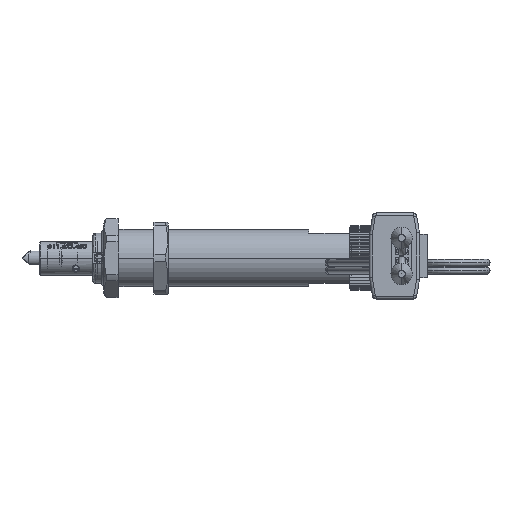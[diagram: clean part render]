
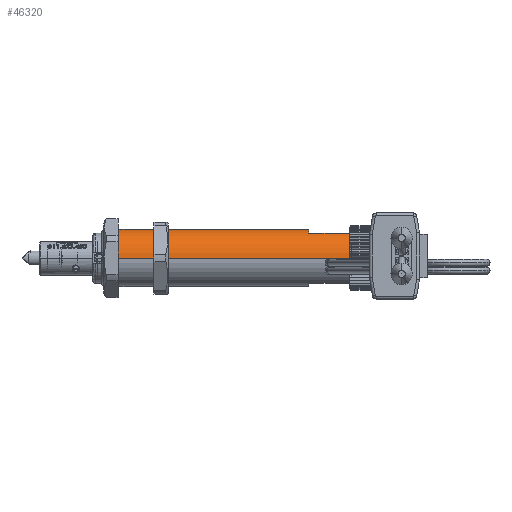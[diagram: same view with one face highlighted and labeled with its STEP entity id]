
A CAD part, left-side view. The second image highlights one B-rep face of the part: STEP entity #46320.
In plain terms, the highlighted cylindrical face has radius 4 mm (diameter 8 mm), a partial arc.
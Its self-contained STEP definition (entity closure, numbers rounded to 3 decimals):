
#213 = CARTESIAN_POINT ( 'NONE',  ( 0., 0., 4. ) ) ;
#288 = EDGE_CURVE ( 'NONE', #43606, #31512, #59319, .T. ) ;
#306 = VECTOR ( 'NONE', #51140, 1000. ) ;
#1814 = ORIENTED_EDGE ( 'NONE', *, *, #66944, .F. ) ;
#5629 = AXIS2_PLACEMENT_3D ( 'NONE', #22786, #76147, #11596 ) ;
#5986 = EDGE_CURVE ( 'NONE', #63971, #43606, #35268, .T. ) ;
#8738 = CARTESIAN_POINT ( 'NONE',  ( 0., 0.325, 0. ) ) ;
#10617 = CARTESIAN_POINT ( 'NONE',  ( 3.5, 9.604, -1.936 ) ) ;
#11596 = DIRECTION ( 'NONE',  ( 0., 0., 1. ) ) ;
#14860 = EDGE_CURVE ( 'NONE', #17791, #51249, #63265, .T. ) ;
#16408 = LINE ( 'NONE', #40045, #67040 ) ;
#17493 = DIRECTION ( 'NONE',  ( 0., 0., -1. ) ) ;
#17791 = VERTEX_POINT ( 'NONE', #50349 ) ;
#19176 = CARTESIAN_POINT ( 'NONE',  ( 0., 0.325, 4. ) ) ;
#20061 = ORIENTED_EDGE ( 'NONE', *, *, #5986, .F. ) ;
#21485 = EDGE_CURVE ( 'NONE', #42488, #17791, #16408, .T. ) ;
#22626 = DIRECTION ( 'NONE',  ( 0., 0., -1. ) ) ;
#22786 = CARTESIAN_POINT ( 'NONE',  ( 0., 9.604, 0. ) ) ;
#24421 = CIRCLE ( 'NONE', #73777, 4. ) ;
#25810 = EDGE_CURVE ( 'NONE', #42488, #41493, #31576, .T. ) ;
#26731 = CARTESIAN_POINT ( 'NONE',  ( 0., 2.104, 0. ) ) ;
#29262 = CARTESIAN_POINT ( 'NONE',  ( 0., 0., 0. ) ) ;
#31136 = DIRECTION ( 'NONE',  ( 0., -1., 0. ) ) ;
#31512 = VERTEX_POINT ( 'NONE', #71147 ) ;
#31576 = CIRCLE ( 'NONE', #74725, 4. ) ;
#32296 = DIRECTION ( 'NONE',  ( 0., -1., 0. ) ) ;
#34955 = CARTESIAN_POINT ( 'NONE',  ( 0., 38.175, -4. ) ) ;
#35268 = CIRCLE ( 'NONE', #5629, 4. ) ;
#37597 = DIRECTION ( 'NONE',  ( 0., 1., 0. ) ) ;
#38809 = LINE ( 'NONE', #51536, #306 ) ;
#39505 = EDGE_CURVE ( 'NONE', #41493, #51249, #59258, .T. ) ;
#39722 = VERTEX_POINT ( 'NONE', #51086 ) ;
#40045 = CARTESIAN_POINT ( 'NONE',  ( 0., 0., -4. ) ) ;
#40822 = CARTESIAN_POINT ( 'NONE',  ( 0., 38.175, 4. ) ) ;
#41493 = VERTEX_POINT ( 'NONE', #40822 ) ;
#42316 = AXIS2_PLACEMENT_3D ( 'NONE', #8738, #32296, #66705 ) ;
#42488 = VERTEX_POINT ( 'NONE', #34955 ) ;
#43606 = VERTEX_POINT ( 'NONE', #68347 ) ;
#45144 = AXIS2_PLACEMENT_3D ( 'NONE', #29262, #75967, #22626 ) ;
#45463 = FACE_BOUND ( 'NONE', #62887, .T. ) ;
#46320 = ADVANCED_FACE ( 'NONE', ( #45463, #52405 ), #53164, .T. ) ;
#46480 = ORIENTED_EDGE ( 'NONE', *, *, #288, .F. ) ;
#46903 = CARTESIAN_POINT ( 'NONE',  ( 0., 38.175, 0. ) ) ;
#50349 = CARTESIAN_POINT ( 'NONE',  ( 0., 0.325, -4. ) ) ;
#51086 = CARTESIAN_POINT ( 'NONE',  ( 3.5, 2.104, -1.936 ) ) ;
#51140 = DIRECTION ( 'NONE',  ( 0., 1., 0. ) ) ;
#51249 = VERTEX_POINT ( 'NONE', #19176 ) ;
#51536 = CARTESIAN_POINT ( 'NONE',  ( 3.5, 0., -1.936 ) ) ;
#51730 = ORIENTED_EDGE ( 'NONE', *, *, #21485, .F. ) ;
#52405 = FACE_OUTER_BOUND ( 'NONE', #59348, .T. ) ;
#53164 = CYLINDRICAL_SURFACE ( 'NONE', #45144, 4. ) ;
#53389 = ORIENTED_EDGE ( 'NONE', *, *, #25810, .T. ) ;
#57215 = ORIENTED_EDGE ( 'NONE', *, *, #39505, .T. ) ;
#58868 = ORIENTED_EDGE ( 'NONE', *, *, #14860, .F. ) ;
#59258 = LINE ( 'NONE', #213, #67330 ) ;
#59319 = LINE ( 'NONE', #65907, #71484 ) ;
#59348 = EDGE_LOOP ( 'NONE', ( #53389, #57215, #58868, #51730 ) ) ;
#60799 = EDGE_CURVE ( 'NONE', #31512, #39722, #24421, .T. ) ;
#62887 = EDGE_LOOP ( 'NONE', ( #63989, #46480, #20061, #1814 ) ) ;
#63265 = CIRCLE ( 'NONE', #42316, 4. ) ;
#63971 = VERTEX_POINT ( 'NONE', #10617 ) ;
#63989 = ORIENTED_EDGE ( 'NONE', *, *, #60799, .F. ) ;
#64014 = DIRECTION ( 'NONE',  ( 0., -1., 0. ) ) ;
#65907 = CARTESIAN_POINT ( 'NONE',  ( 3.5, 0., 1.936 ) ) ;
#66705 = DIRECTION ( 'NONE',  ( 0., 0., -1. ) ) ;
#66944 = EDGE_CURVE ( 'NONE', #39722, #63971, #38809, .T. ) ;
#67040 = VECTOR ( 'NONE', #64014, 1000. ) ;
#67330 = VECTOR ( 'NONE', #71649, 1000. ) ;
#68347 = CARTESIAN_POINT ( 'NONE',  ( 3.5, 9.604, 1.936 ) ) ;
#70470 = DIRECTION ( 'NONE',  ( 0., -1., 0. ) ) ;
#71147 = CARTESIAN_POINT ( 'NONE',  ( 3.5, 2.104, 1.936 ) ) ;
#71484 = VECTOR ( 'NONE', #31136, 1000. ) ;
#71649 = DIRECTION ( 'NONE',  ( 0., -1., 0. ) ) ;
#73777 = AXIS2_PLACEMENT_3D ( 'NONE', #26731, #37597, #73851 ) ;
#73851 = DIRECTION ( 'NONE',  ( 0., 0., -1. ) ) ;
#74725 = AXIS2_PLACEMENT_3D ( 'NONE', #46903, #70470, #17493 ) ;
#75967 = DIRECTION ( 'NONE',  ( 0., -1., 0. ) ) ;
#76147 = DIRECTION ( 'NONE',  ( 0., -1., 0. ) ) ;
